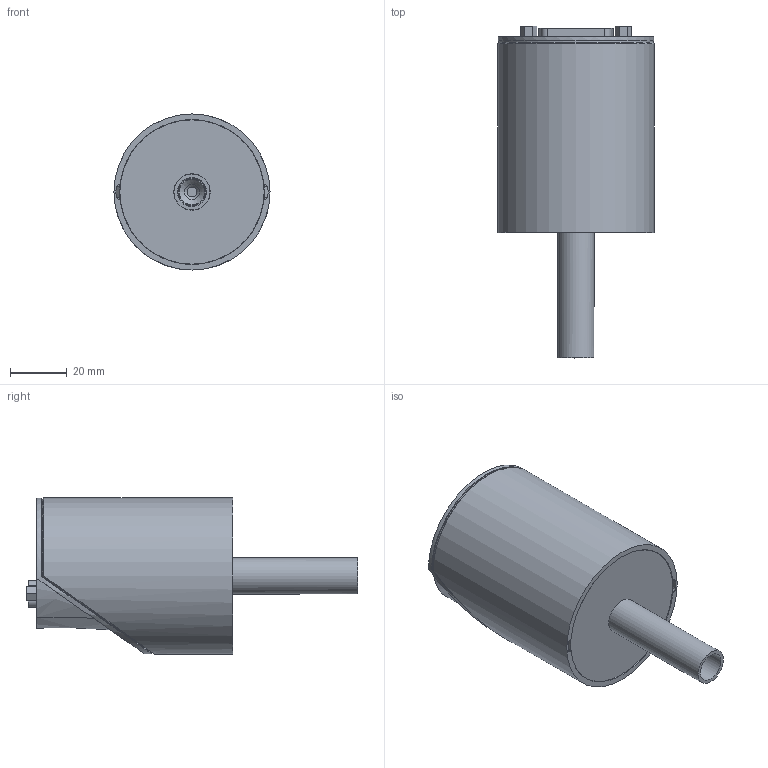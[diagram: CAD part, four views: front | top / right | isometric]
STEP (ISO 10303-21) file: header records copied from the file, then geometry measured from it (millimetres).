
FILE_DESCRIPTION((''),'2;1');
FILE_NAME('CCR36x_Tube_neu.stp','2007-05-24T10:48:51',('BEM'),(''),'Autodesk Inventor 11','Autodesk Inventor 11','');
FILE_SCHEMA(('AUTOMOTIVE_DESIGN { 1 0 10303 214 1 1 1 1 }'));
Length unit declared in the file: millimetre
Products named in the file (1): Bauteil30
Bounding box: 55 x 117 x 55 mm (x, y, z)
Volume: 70673.4 mm3; surface area: 61814.8 mm2
Topology: 1 solids, 16 shells, 885 faces, 2355 edges, 1543 vertices
Faces by surface type: plane 434, cylinder 199, bspline 192, cone 40, sphere 15, torus 5
Full cylindrical faces by diameter (mm): 0.3 x3, 0.8 x15, 1.3 x2, 2.6 x3, 2.8 x3, 2.845 x2, 2.9 x3, 3 x2, 3.2 x5, 3.242 x1, 3.3 x1, 3.4 x3, 4 x2, 4.3 x1, 4.5 x2, 5.4 x1, 6 x1, 6.6 x3, 6.7 x1, 7 x2, 9.6 x1, 10.2 x1, 10.6 x1, 10.99 x1, 11 x2, 12.7 x1, 12.8 x1, 14.7 x1, 27 x1, 30 x2
Entity records: 31110 total; most frequent: CARTESIAN_POINT 10978, ORIENTED_EDGE 4268, DIRECTION 3686, EDGE_CURVE 2134, VERTEX_POINT 1484, AXIS2_PLACEMENT_3D 1264, VECTOR 1158, LINE 1158
